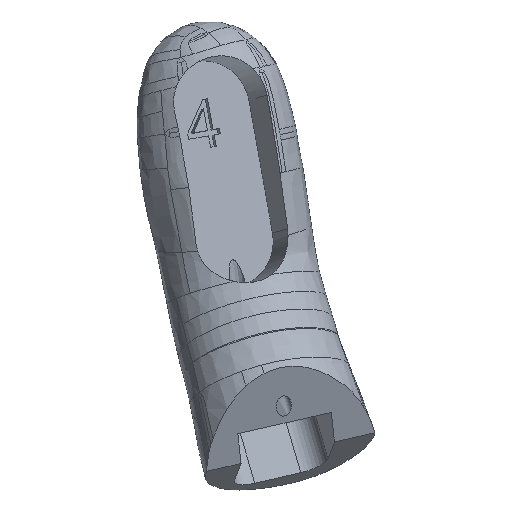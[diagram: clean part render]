
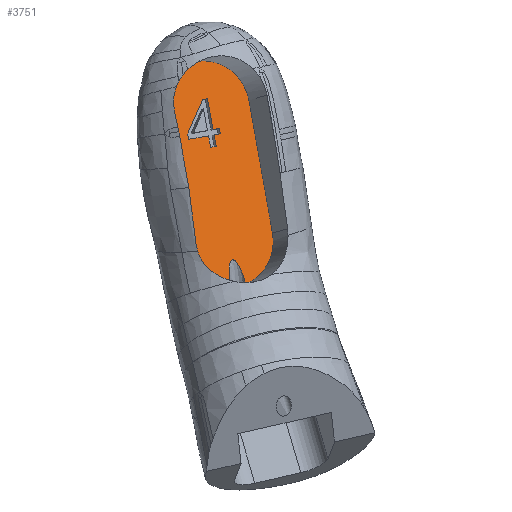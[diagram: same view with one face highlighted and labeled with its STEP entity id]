
A CAD part, front view. The second image highlights one B-rep face of the part: STEP entity #3751.
In plain terms, the highlighted planar face has unit normal (0.266, -0.961, 0.076).
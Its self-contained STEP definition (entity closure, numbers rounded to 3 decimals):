
#233=CIRCLE('',#3998,5.845);
#234=CIRCLE('',#3999,5.845);
#235=CIRCLE('',#4000,5.845);
#254=B_SPLINE_CURVE_WITH_KNOTS('',3,(#4373,#4374,#4375,#4376,#4377,#4378),
 .UNSPECIFIED.,.F.,.F.,(4,2,4),(0.54,0.596,0.786),
 .UNSPECIFIED.);
#255=B_SPLINE_CURVE_WITH_KNOTS('',3,(#4389,#4390,#4391,#4392,#4393,#4394,
#4395,#4396,#4397,#4398,#4399,#4400,#4401,#4402,#4403,#4404,#4405,#4406,
#4407,#4408),.UNSPECIFIED.,.F.,.F.,(4,2,2,2,2,2,2,2,2,4),(0.097,
0.34,0.434,0.457,0.472,
0.482,0.493,0.507,0.533,
0.54),.UNSPECIFIED.);
#768=FACE_BOUND('',#1021,.T.);
#787=FACE_OUTER_BOUND('',#1020,.T.);
#1020=EDGE_LOOP('',(#2514,#2515,#2516,#2517,#2518,#2519,#2520));
#1021=EDGE_LOOP('',(#2521,#2522,#2523,#2524,#2525,#2526,#2527,#2528,#2529,
#2530,#2531));
#1250=LINE('',#4306,#1334);
#1254=LINE('',#4314,#1338);
#1257=LINE('',#4320,#1341);
#1260=LINE('',#4326,#1344);
#1263=LINE('',#4332,#1347);
#1266=LINE('',#4338,#1350);
#1269=LINE('',#4344,#1353);
#1272=LINE('',#4350,#1356);
#1275=LINE('',#4356,#1359);
#1278=LINE('',#4362,#1362);
#1281=LINE('',#4367,#1365);
#1283=LINE('',#4382,#1367);
#1284=LINE('',#4386,#1368);
#1334=VECTOR('',#4073,10.);
#1338=VECTOR('',#4079,10.);
#1341=VECTOR('',#4084,10.);
#1344=VECTOR('',#4089,10.);
#1347=VECTOR('',#4094,10.);
#1350=VECTOR('',#4099,10.);
#1353=VECTOR('',#4104,10.);
#1356=VECTOR('',#4109,10.);
#1359=VECTOR('',#4114,10.);
#1362=VECTOR('',#4119,10.);
#1365=VECTOR('',#4124,10.);
#1367=VECTOR('',#4132,16.7);
#1368=VECTOR('',#4135,16.7);
#1415=VERTEX_POINT('',#4304);
#1416=VERTEX_POINT('',#4305);
#1419=VERTEX_POINT('',#4313);
#1421=VERTEX_POINT('',#4319);
#1423=VERTEX_POINT('',#4325);
#1425=VERTEX_POINT('',#4331);
#1427=VERTEX_POINT('',#4337);
#1429=VERTEX_POINT('',#4343);
#1431=VERTEX_POINT('',#4349);
#1433=VERTEX_POINT('',#4355);
#1435=VERTEX_POINT('',#4361);
#1437=VERTEX_POINT('',#4371);
#1438=VERTEX_POINT('',#4372);
#1439=VERTEX_POINT('',#4379);
#1440=VERTEX_POINT('',#4381);
#1441=VERTEX_POINT('',#4383);
#1442=VERTEX_POINT('',#4385);
#1443=VERTEX_POINT('',#4387);
#1821=EDGE_CURVE('',#1415,#1416,#1250,.T.);
#1825=EDGE_CURVE('',#1419,#1415,#1254,.T.);
#1828=EDGE_CURVE('',#1421,#1419,#1257,.T.);
#1831=EDGE_CURVE('',#1423,#1421,#1260,.T.);
#1834=EDGE_CURVE('',#1425,#1423,#1263,.T.);
#1837=EDGE_CURVE('',#1427,#1425,#1266,.T.);
#1840=EDGE_CURVE('',#1429,#1427,#1269,.T.);
#1843=EDGE_CURVE('',#1431,#1429,#1272,.T.);
#1846=EDGE_CURVE('',#1433,#1431,#1275,.T.);
#1849=EDGE_CURVE('',#1435,#1433,#1278,.T.);
#1852=EDGE_CURVE('',#1416,#1435,#1281,.T.);
#1854=EDGE_CURVE('',#1437,#1438,#254,.T.);
#1855=EDGE_CURVE('',#1438,#1439,#233,.T.);
#1856=EDGE_CURVE('',#1439,#1440,#1283,.T.);
#1857=EDGE_CURVE('',#1440,#1441,#234,.T.);
#1858=EDGE_CURVE('',#1441,#1442,#1284,.T.);
#1859=EDGE_CURVE('',#1442,#1443,#235,.T.);
#1860=EDGE_CURVE('',#1443,#1437,#255,.T.);
#2514=ORIENTED_EDGE('',*,*,#1854,.T.);
#2515=ORIENTED_EDGE('',*,*,#1855,.T.);
#2516=ORIENTED_EDGE('',*,*,#1856,.T.);
#2517=ORIENTED_EDGE('',*,*,#1857,.T.);
#2518=ORIENTED_EDGE('',*,*,#1858,.T.);
#2519=ORIENTED_EDGE('',*,*,#1859,.T.);
#2520=ORIENTED_EDGE('',*,*,#1860,.T.);
#2521=ORIENTED_EDGE('',*,*,#1821,.T.);
#2522=ORIENTED_EDGE('',*,*,#1852,.T.);
#2523=ORIENTED_EDGE('',*,*,#1849,.T.);
#2524=ORIENTED_EDGE('',*,*,#1846,.T.);
#2525=ORIENTED_EDGE('',*,*,#1843,.T.);
#2526=ORIENTED_EDGE('',*,*,#1840,.T.);
#2527=ORIENTED_EDGE('',*,*,#1837,.T.);
#2528=ORIENTED_EDGE('',*,*,#1834,.T.);
#2529=ORIENTED_EDGE('',*,*,#1831,.T.);
#2530=ORIENTED_EDGE('',*,*,#1828,.T.);
#2531=ORIENTED_EDGE('',*,*,#1825,.T.);
#3723=PLANE('',#3997);
#3751=ADVANCED_FACE('',(#787,#768),#3723,.T.);
#3997=AXIS2_PLACEMENT_3D('',#4370,#4128,#4129);
#3998=AXIS2_PLACEMENT_3D('',#4380,#4130,#4131);
#3999=AXIS2_PLACEMENT_3D('',#4384,#4133,#4134);
#4000=AXIS2_PLACEMENT_3D('',#4388,#4136,#4137);
#4073=DIRECTION('',(0.183,-0.027,-0.983));
#4079=DIRECTION('',(-0.947,-0.275,-0.168));
#4084=DIRECTION('',(0.183,-0.027,-0.983));
#4089=DIRECTION('',(0.947,0.275,0.168));
#4094=DIRECTION('',(0.183,-0.027,-0.983));
#4099=DIRECTION('',(0.947,0.275,0.168));
#4104=DIRECTION('',(0.396,0.18,0.9));
#4109=DIRECTION('',(-0.183,0.027,0.983));
#4114=DIRECTION('',(-0.947,-0.275,-0.168));
#4119=DIRECTION('',(-0.183,0.027,0.983));
#4124=DIRECTION('',(-0.947,-0.275,-0.168));
#4128=DIRECTION('center_axis',(0.266,-0.961,0.076));
#4129=DIRECTION('ref_axis',(0.,-0.079,-0.997));
#4130=DIRECTION('center_axis',(0.266,-0.961,0.076));
#4131=DIRECTION('ref_axis',(-0.948,-0.275,-0.16));
#4132=DIRECTION('',(-0.174,0.029,0.984));
#4133=DIRECTION('center_axis',(0.266,-0.961,0.076));
#4134=DIRECTION('ref_axis',(0.948,0.275,0.16));
#4135=DIRECTION('',(0.174,-0.029,-0.984));
#4136=DIRECTION('center_axis',(0.266,-0.961,0.076));
#4137=DIRECTION('ref_axis',(-0.948,-0.275,-0.16));
#4304=CARTESIAN_POINT('',(-26.487,15.511,191.957));
#4305=CARTESIAN_POINT('',(-26.225,15.472,190.545));
#4306=CARTESIAN_POINT('',(-24.733,15.251,182.517));
#4313=CARTESIAN_POINT('',(-25.72,15.734,192.093));
#4314=CARTESIAN_POINT('',(-26.492,15.51,191.956));
#4319=CARTESIAN_POINT('',(-25.843,15.752,192.757));
#4320=CARTESIAN_POINT('',(-24.028,15.483,182.985));
#4325=CARTESIAN_POINT('',(-26.61,15.529,192.62));
#4326=CARTESIAN_POINT('',(-26.999,15.417,192.551));
#4331=CARTESIAN_POINT('',(-27.32,15.635,196.442));
#4332=CARTESIAN_POINT('',(-25.15,15.313,184.759));
#4337=CARTESIAN_POINT('',(-27.89,15.469,196.34));
#4338=CARTESIAN_POINT('',(-27.994,15.439,196.322));
#4343=CARTESIAN_POINT('',(-29.772,14.611,192.058));
#4344=CARTESIAN_POINT('',(-32.702,13.276,185.391));
#4349=CARTESIAN_POINT('',(-29.649,14.593,191.395));
#4350=CARTESIAN_POINT('',(-27.895,14.333,181.955));
#4355=CARTESIAN_POINT('',(-27.185,15.309,191.833));
#4356=CARTESIAN_POINT('',(-27.224,15.297,191.826));
#4361=CARTESIAN_POINT('',(-26.922,15.27,190.421));
#4362=CARTESIAN_POINT('',(-25.3,15.029,181.687));
#4367=CARTESIAN_POINT('',(-26.613,15.36,190.476));
#4370=CARTESIAN_POINT('Origin',(-23.756,14.766,172.939));
#4371=CARTESIAN_POINT('',(-23.715,15.034,176.191));
#4372=CARTESIAN_POINT('',(-22.574,15.133,173.46));
#4373=CARTESIAN_POINT('Ctrl Pts',(-23.715,15.034,176.191));
#4374=CARTESIAN_POINT('Ctrl Pts',(-23.593,15.056,176.044));
#4375=CARTESIAN_POINT('Ctrl Pts',(-23.483,15.072,175.863));
#4376=CARTESIAN_POINT('Ctrl Pts',(-23.086,15.124,175.133));
#4377=CARTESIAN_POINT('Ctrl Pts',(-22.794,15.141,174.328));
#4378=CARTESIAN_POINT('Ctrl Pts',(-22.574,15.133,173.46));
#4379=CARTESIAN_POINT('',(-19.263,16.548,179.794));
#4380=CARTESIAN_POINT('Origin',(-24.806,14.943,178.859));
#4381=CARTESIAN_POINT('',(-22.177,17.04,196.23));
#4382=CARTESIAN_POINT('',(-19.263,16.548,179.794));
#4383=CARTESIAN_POINT('',(-33.261,13.829,194.362));
#4384=CARTESIAN_POINT('Origin',(-27.719,15.434,195.296));
#4385=CARTESIAN_POINT('',(-30.348,13.337,177.925));
#4386=CARTESIAN_POINT('',(-33.261,13.829,194.362));
#4387=CARTESIAN_POINT('',(-24.433,14.586,173.037));
#4388=CARTESIAN_POINT('Origin',(-24.806,14.943,178.859));
#4389=CARTESIAN_POINT('Ctrl Pts',(-24.433,14.586,173.037));
#4390=CARTESIAN_POINT('Ctrl Pts',(-24.578,14.608,173.825));
#4391=CARTESIAN_POINT('Ctrl Pts',(-24.65,14.649,174.59));
#4392=CARTESIAN_POINT('Ctrl Pts',(-24.627,14.723,175.442));
#4393=CARTESIAN_POINT('Ctrl Pts',(-24.602,14.761,175.849));
#4394=CARTESIAN_POINT('Ctrl Pts',(-24.468,14.827,176.215));
#4395=CARTESIAN_POINT('Ctrl Pts',(-24.433,14.843,176.289));
#4396=CARTESIAN_POINT('Ctrl Pts',(-24.359,14.871,176.388));
#4397=CARTESIAN_POINT('Ctrl Pts',(-24.325,14.883,176.422));
#4398=CARTESIAN_POINT('Ctrl Pts',(-24.256,14.906,176.465));
#4399=CARTESIAN_POINT('Ctrl Pts',(-24.224,14.916,176.477));
#4400=CARTESIAN_POINT('Ctrl Pts',(-24.156,14.935,176.486));
#4401=CARTESIAN_POINT('Ctrl Pts',(-24.122,14.944,176.484));
#4402=CARTESIAN_POINT('Ctrl Pts',(-24.044,14.964,176.465));
#4403=CARTESIAN_POINT('Ctrl Pts',(-24.001,14.975,176.444));
#4404=CARTESIAN_POINT('Ctrl Pts',(-23.888,15.,176.374));
#4405=CARTESIAN_POINT('Ctrl Pts',(-23.82,15.014,176.309));
#4406=CARTESIAN_POINT('Ctrl Pts',(-23.746,15.028,176.227));
#4407=CARTESIAN_POINT('Ctrl Pts',(-23.731,15.031,176.209));
#4408=CARTESIAN_POINT('Ctrl Pts',(-23.715,15.034,176.191));
